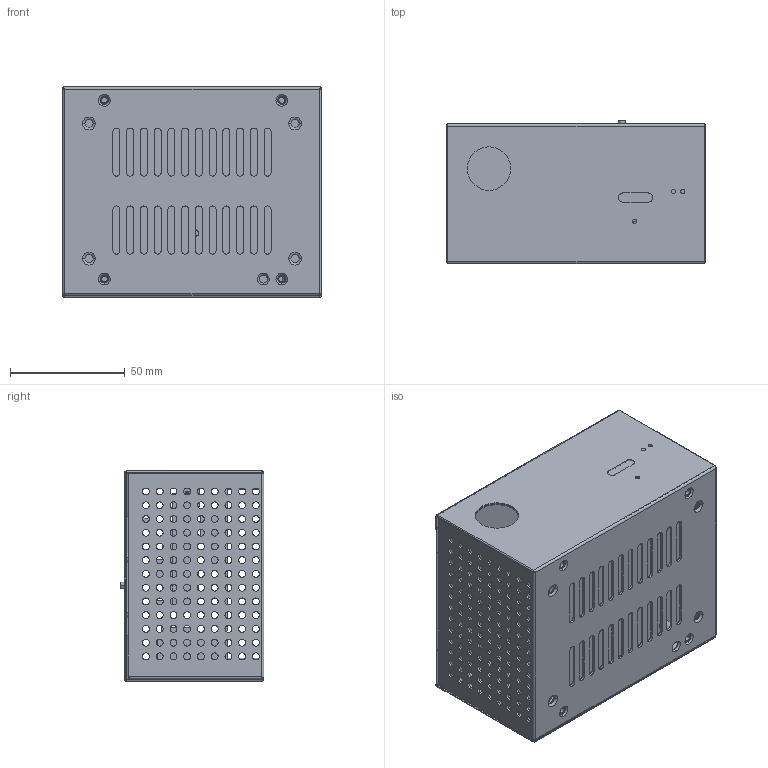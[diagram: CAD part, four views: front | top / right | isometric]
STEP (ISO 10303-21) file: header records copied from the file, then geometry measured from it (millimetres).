
FILE_DESCRIPTION((''),'2;1');
FILE_NAME('TB820-V6_ASM','2023-08-22T10:12:26',('Administrator'),(''),'CREO PARAMETRIC BY PTC INC, 2019010','CREO PARAMETRIC BY PTC INC, 2019010','');
FILE_SCHEMA(('CONFIG_CONTROL_DESIGN'));
Length unit declared in the file: millimetre
Products named in the file (13): TB820V5-BOTTOM; TB820V5-TOP; PCB-X820V3; PI3-PCB; USB; HDMI; A-V; PI3-PCB-ASM_ASM; FEMALE_USB_TYPE_C_CONNECTOR_RP; X-820V3_PI3_ASM; SCREW-3-15; SCREW-3-5; TB820-V6_ASM
Assembly tree (18 placements, depth 4):
  TB820-V6_ASM
    TB820V5-BOTTOM
    TB820V5-TOP
    X-820V3_PI3_ASM
      PCB-X820V3
      PI3-PCB-ASM_ASM
        PI3-PCB
        USB
        HDMI
        A-V
      FEMALE_USB_TYPE_C_CONNECTOR_RP
    SCREW-3-15  x4
    SCREW-3-5  x4
Bounding box: 113 x 62.8 x 91.8 mm (x, y, z)
Volume: 82128.6 mm3; surface area: 133675.2 mm2
Topology: 21 solids, 25 shells, 1756 faces, 4804 edges, 3119 vertices
Faces by surface type: cylinder 943, plane 748, torus 23, cone 18, bspline 17, sphere 7
Entity records: 56371 total; most frequent: DIRECTION 10032, CARTESIAN_POINT 9847, ORIENTED_EDGE 9326, EDGE_CURVE 4673, AXIS2_PLACEMENT_3D 3655, VERTEX_POINT 3035, VECTOR 2722, LINE 2722
